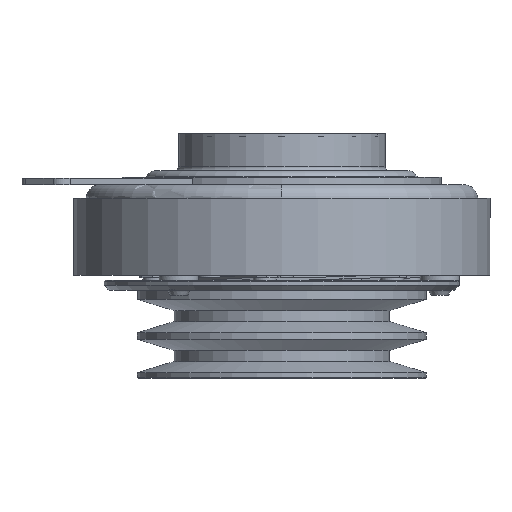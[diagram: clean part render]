
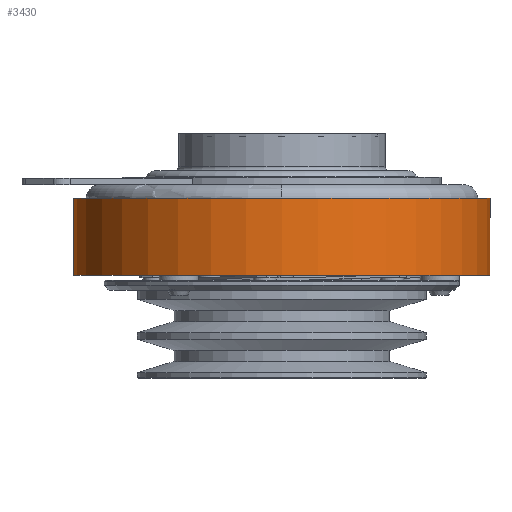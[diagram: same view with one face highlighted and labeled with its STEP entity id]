
A CAD part, front view. The second image highlights one B-rep face of the part: STEP entity #3430.
In plain terms, the highlighted cylindrical face has radius 85 mm (diameter 170 mm), a partial arc.
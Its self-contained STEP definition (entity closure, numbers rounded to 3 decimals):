
#1205 = CARTESIAN_POINT ( 'NONE',  ( -85., 0., -5.5 ) ) ;
#1769 = CARTESIAN_POINT ( 'NONE',  ( 85., 0., -37.05 ) ) ;
#2135 = CIRCLE ( 'NONE', #9564, 85. ) ;
#2970 = EDGE_CURVE ( 'NONE', #17256, #8773, #13620, .T. ) ;
#3430 = ADVANCED_FACE ( 'NONE', ( #10192 ), #5948, .T. ) ;
#3791 = CARTESIAN_POINT ( 'NONE',  ( -85., 0., -37.05 ) ) ;
#3978 = LINE ( 'NONE', #4117, #14813 ) ;
#4117 = CARTESIAN_POINT ( 'NONE',  ( 85., 0., 9.99 ) ) ;
#4895 = CARTESIAN_POINT ( 'NONE',  ( 0., 0., -37.05 ) ) ;
#4957 = EDGE_CURVE ( 'NONE', #7674, #8773, #2135, .T. ) ;
#5320 = CARTESIAN_POINT ( 'NONE',  ( 0., 0., -5.5 ) ) ;
#5454 = CARTESIAN_POINT ( 'NONE',  ( 0., 0., 9.99 ) ) ;
#5657 = ORIENTED_EDGE ( 'NONE', *, *, #2970, .F. ) ;
#5948 = CYLINDRICAL_SURFACE ( 'NONE', #11069, 85. ) ;
#6318 = DIRECTION ( 'NONE',  ( -0.39, 0.921, 0. ) ) ;
#6735 = VERTEX_POINT ( 'NONE', #1769 ) ;
#6741 = DIRECTION ( 'NONE',  ( -1., 0., 0. ) ) ;
#7336 = EDGE_CURVE ( 'NONE', #17256, #6735, #12602, .T. ) ;
#7674 = VERTEX_POINT ( 'NONE', #14546 ) ;
#7877 = ORIENTED_EDGE ( 'NONE', *, *, #16867, .T. ) ;
#8773 = VERTEX_POINT ( 'NONE', #1205 ) ;
#9330 = EDGE_LOOP ( 'NONE', ( #5657, #17731, #7877, #16034 ) ) ;
#9564 = AXIS2_PLACEMENT_3D ( 'NONE', #5320, #15213, #6741 ) ;
#9897 = VECTOR ( 'NONE', #16255, 1000. ) ;
#10192 = FACE_OUTER_BOUND ( 'NONE', #9330, .T. ) ;
#11069 = AXIS2_PLACEMENT_3D ( 'NONE', #5454, #13937, #15292 ) ;
#11333 = DIRECTION ( 'NONE',  ( 0., 0., 1. ) ) ;
#12014 = CARTESIAN_POINT ( 'NONE',  ( -85., 0., 9.99 ) ) ;
#12602 = CIRCLE ( 'NONE', #14733, 85. ) ;
#13620 = LINE ( 'NONE', #12014, #9897 ) ;
#13937 = DIRECTION ( 'NONE',  ( 0., 0., 1. ) ) ;
#14546 = CARTESIAN_POINT ( 'NONE',  ( 85., 0., -5.5 ) ) ;
#14733 = AXIS2_PLACEMENT_3D ( 'NONE', #4895, #14766, #6318 ) ;
#14766 = DIRECTION ( 'NONE',  ( 0., 0., 1. ) ) ;
#14813 = VECTOR ( 'NONE', #11333, 1000. ) ;
#15213 = DIRECTION ( 'NONE',  ( 0., 0., -1. ) ) ;
#15292 = DIRECTION ( 'NONE',  ( 1., 0., 0. ) ) ;
#16034 = ORIENTED_EDGE ( 'NONE', *, *, #4957, .T. ) ;
#16255 = DIRECTION ( 'NONE',  ( 0., 0., 1. ) ) ;
#16867 = EDGE_CURVE ( 'NONE', #6735, #7674, #3978, .T. ) ;
#17256 = VERTEX_POINT ( 'NONE', #3791 ) ;
#17731 = ORIENTED_EDGE ( 'NONE', *, *, #7336, .T. ) ;
